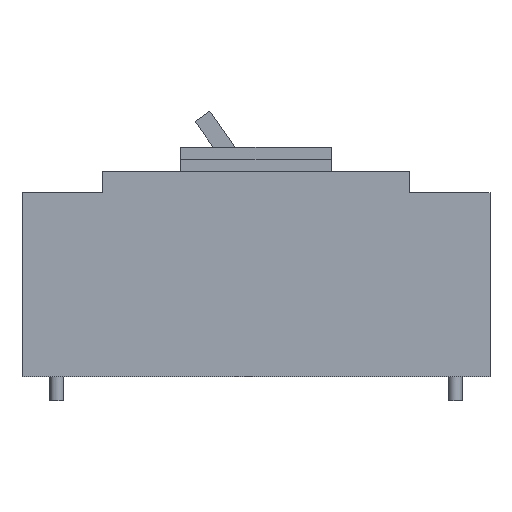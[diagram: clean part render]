
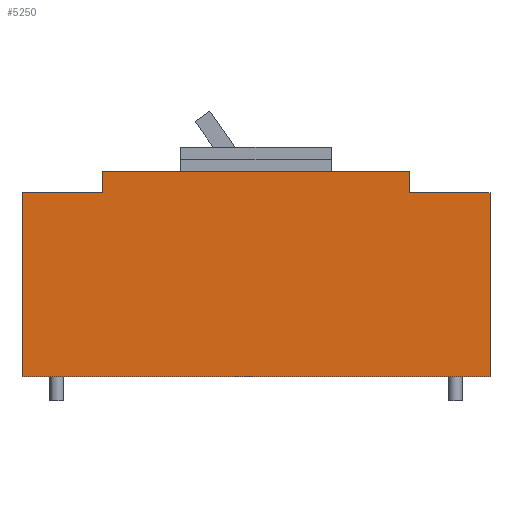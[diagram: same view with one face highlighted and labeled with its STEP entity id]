
A CAD part, left-side view. The second image highlights one B-rep face of the part: STEP entity #5250.
In plain terms, the highlighted planar face has unit normal (-1, 0, 0).
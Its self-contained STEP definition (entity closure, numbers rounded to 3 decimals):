
#4540=CARTESIAN_POINT('',(-45.,41.18,0.));
#4550=DIRECTION('',(1.,-0.,0.));
#4560=DIRECTION('',(0.,0.,-1.));
#4570=AXIS2_PLACEMENT_3D('',#4540,#4550,#4560);
#4580=PLANE('',#4570);
#4590=CARTESIAN_POINT('',(-45.,-51.,0.));
#4600=DIRECTION('',(0.,0.,-1.));
#4610=VECTOR('',#4600,1.);
#4620=LINE('',#4590,#4610);
#4630=CARTESIAN_POINT('',(-45.,-51.,-138.76));
#4640=VERTEX_POINT('',#4630);
#4650=CARTESIAN_POINT('',(-45.,-51.,-145.76));
#4660=VERTEX_POINT('',#4650);
#4670=EDGE_CURVE('',#4640,#4660,#4620,.T.);
#4680=ORIENTED_EDGE('',*,*,#4670,.F.);
#4690=CARTESIAN_POINT('',(-45.,0.,-145.76));
#4700=DIRECTION('',(0.,1.,0.));
#4710=VECTOR('',#4700,1.);
#4720=LINE('',#4690,#4710);
#4730=CARTESIAN_POINT('',(-45.,-77.5,-145.76));
#4740=VERTEX_POINT('',#4730);
#4750=EDGE_CURVE('',#4740,#4660,#4720,.T.);
#4760=ORIENTED_EDGE('',*,*,#4750,.T.);
#4770=CARTESIAN_POINT('',(-45.,-77.5,0.));
#4780=DIRECTION('',(0.,0.,-1.));
#4790=VECTOR('',#4780,1.);
#4800=LINE('',#4770,#4790);
#4810=CARTESIAN_POINT('',(-45.,-77.5,-206.76));
#4820=VERTEX_POINT('',#4810);
#4830=EDGE_CURVE('',#4740,#4820,#4800,.T.);
#4840=ORIENTED_EDGE('',*,*,#4830,.F.);
#4850=CARTESIAN_POINT('',(-45.,0.,-206.76));
#4860=DIRECTION('',(0.,1.,0.));
#4870=VECTOR('',#4860,1.);
#4880=LINE('',#4850,#4870);
#4890=CARTESIAN_POINT('',(-45.,77.5,-206.76));
#4900=VERTEX_POINT('',#4890);
#4910=EDGE_CURVE('',#4820,#4900,#4880,.T.);
#4920=ORIENTED_EDGE('',*,*,#4910,.F.);
#4930=CARTESIAN_POINT('',(-45.,77.5,0.));
#4940=DIRECTION('',(0.,0.,1.));
#4950=VECTOR('',#4940,1.);
#4960=LINE('',#4930,#4950);
#4970=CARTESIAN_POINT('',(-45.,77.5,-145.76));
#4980=VERTEX_POINT('',#4970);
#4990=EDGE_CURVE('',#4900,#4980,#4960,.T.);
#5000=ORIENTED_EDGE('',*,*,#4990,.F.);
#5010=CARTESIAN_POINT('',(-45.,0.,-145.76));
#5020=DIRECTION('',(0.,1.,0.));
#5030=VECTOR('',#5020,1.);
#5040=LINE('',#5010,#5030);
#5050=CARTESIAN_POINT('',(-45.,51.,-145.76));
#5060=VERTEX_POINT('',#5050);
#5070=EDGE_CURVE('',#5060,#4980,#5040,.T.);
#5080=ORIENTED_EDGE('',*,*,#5070,.T.);
#5090=CARTESIAN_POINT('',(-45.,51.,0.));
#5100=DIRECTION('',(0.,0.,1.));
#5110=VECTOR('',#5100,1.);
#5120=LINE('',#5090,#5110);
#5130=CARTESIAN_POINT('',(-45.,51.,-138.76));
#5140=VERTEX_POINT('',#5130);
#5150=EDGE_CURVE('',#5060,#5140,#5120,.T.);
#5160=ORIENTED_EDGE('',*,*,#5150,.F.);
#5170=CARTESIAN_POINT('',(-45.,0.,-138.76));
#5180=DIRECTION('',(0.,-1.,0.));
#5190=VECTOR('',#5180,1.);
#5200=LINE('',#5170,#5190);
#5210=EDGE_CURVE('',#5140,#4640,#5200,.T.);
#5220=ORIENTED_EDGE('',*,*,#5210,.F.);
#5230=EDGE_LOOP('',(#5220,#5160,#5080,#5000,#4920,#4840,#4760,#4680));
#5240=FACE_OUTER_BOUND('',#5230,.T.);
#5250=ADVANCED_FACE('',(#5240),#4580,.F.);
